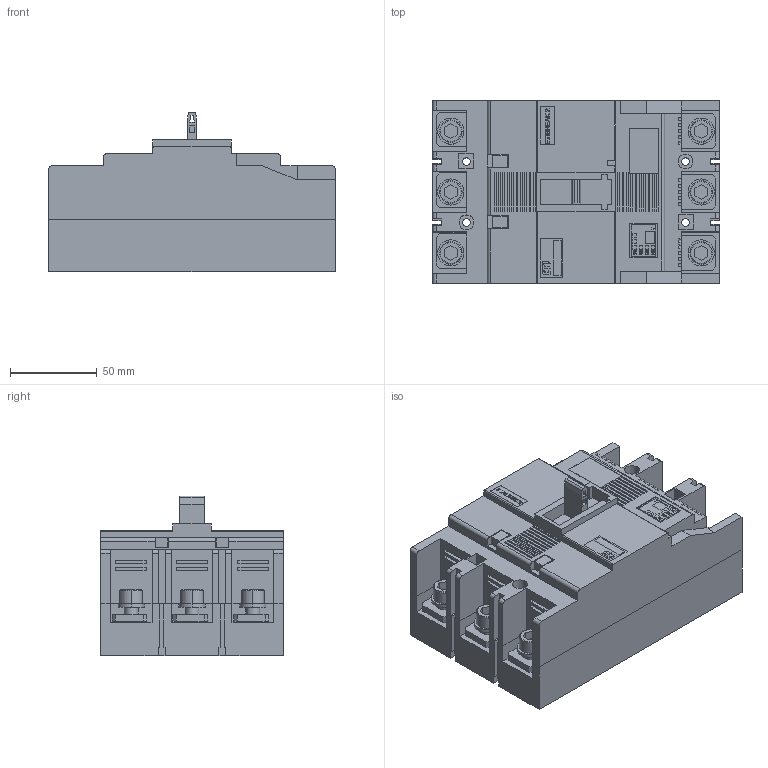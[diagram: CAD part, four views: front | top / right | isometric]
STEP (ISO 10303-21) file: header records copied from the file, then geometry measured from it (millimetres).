
FILE_DESCRIPTION((''),'2;1');
FILE_NAME('ASM0104ASD_ASM','2021-11-02T',('marketing.praksa'),('Audax d.o.o.'),'CREO PARAMETRIC BY PTC INC, 2017480','CREO PARAMETRIC BY PTC INC, 2017480','');
FILE_SCHEMA(('AUTOMOTIVE_DESIGN { 1 0 10303 214 1 1 1 1 }'));
Length unit declared in the file: millimetre
Products named in the file (11): PS_SS_DA_NA_1; ETIBREAK_2_1; TAMPON_ETI-EB2_1; SZKIELKO_1; PRT9574; PRT9576; PRT9577; PRT9578; PRT9579; BBBB; ASM0104ASD_ASM
Assembly tree (11 placements, depth 2):
  ASM0104ASD_ASM
    PS_SS_DA_NA_1
    ETIBREAK_2_1
    TAMPON_ETI-EB2_1
    SZKIELKO_1
    PRT9574
    PRT9576  x2
    PRT9577
    PRT9578
    PRT9579
    BBBB
Bounding box: 165 x 105 x 91.99 mm (x, y, z)
Volume: 1024194.3 mm3; surface area: 138067.8 mm2
Topology: 20 solids, 20 shells, 1051 faces, 2899 edges, 1976 vertices
Faces by surface type: plane 782, cylinder 163, extrusion 82, torus 24
Entity records: 47624 total; most frequent: CARTESIAN_POINT 8142, ORIENTED_EDGE 5654, DIRECTION 4893, PRESENTATION_STYLE_ASSIGNMENT 2842, STYLED_ITEM 2842, EDGE_CURVE 2827, VECTOR 2233, LINE 2151
